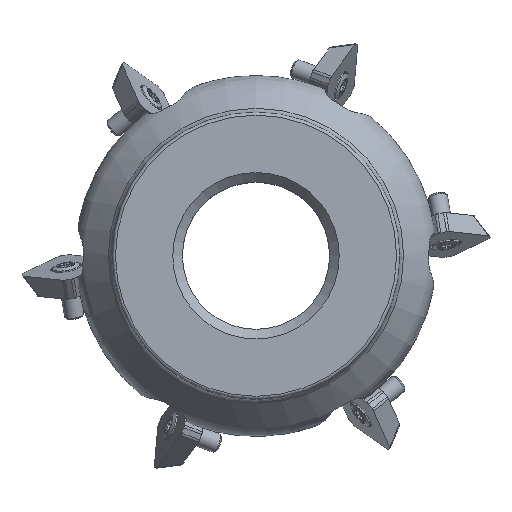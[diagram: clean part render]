
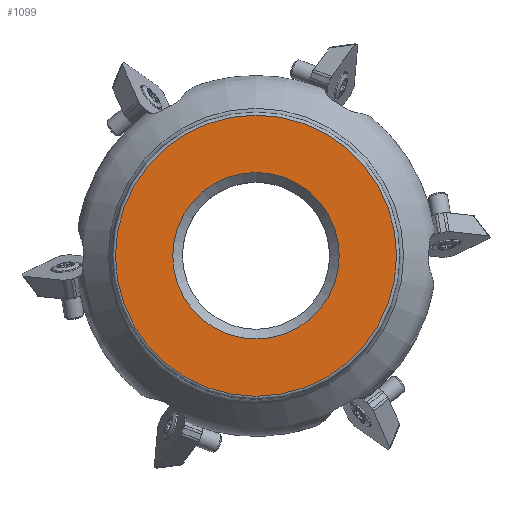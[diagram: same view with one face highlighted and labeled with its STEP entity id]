
A CAD part, top view. The second image highlights one B-rep face of the part: STEP entity #1099.
In plain terms, the highlighted planar face has unit normal (0, 0, 1).
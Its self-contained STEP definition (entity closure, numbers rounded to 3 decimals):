
#324=FACE_BOUND('',#1796,.T.);
#325=FACE_BOUND('',#1797,.T.);
#498=PLANE('',#6303);
#1099=ADVANCED_FACE('',(#324,#325),#498,.T.);
#1796=EDGE_LOOP('',(#2866));
#1797=EDGE_LOOP('',(#2867));
#2254=CIRCLE('',#6301,21.556);
#2255=CIRCLE('',#6302,36.393);
#2866=ORIENTED_EDGE('',*,*,#5134,.F.);
#2867=ORIENTED_EDGE('',*,*,#5135,.T.);
#4498=VERTEX_POINT('',#10397);
#4499=VERTEX_POINT('',#10399);
#5134=EDGE_CURVE('',#4498,#4498,#2254,.T.);
#5135=EDGE_CURVE('',#4499,#4499,#2255,.T.);
#6301=AXIS2_PLACEMENT_3D('',#10396,#7194,#7195);
#6302=AXIS2_PLACEMENT_3D('',#10398,#7196,#7197);
#6303=AXIS2_PLACEMENT_3D('',#10400,#7198,#7199);
#7194=DIRECTION('',(0.,0.,1.));
#7195=DIRECTION('',(0.,1.,0.));
#7196=DIRECTION('',(0.,0.,1.));
#7197=DIRECTION('',(0.,1.,0.));
#7198=DIRECTION('',(0.,0.,1.));
#7199=DIRECTION('',(0.,1.,0.));
#10396=CARTESIAN_POINT('',(0.,0.,0.));
#10397=CARTESIAN_POINT('',(0.,21.556,0.));
#10398=CARTESIAN_POINT('',(0.,0.,0.));
#10399=CARTESIAN_POINT('',(0.,36.393,0.));
#10400=CARTESIAN_POINT('',(0.,0.,0.));
